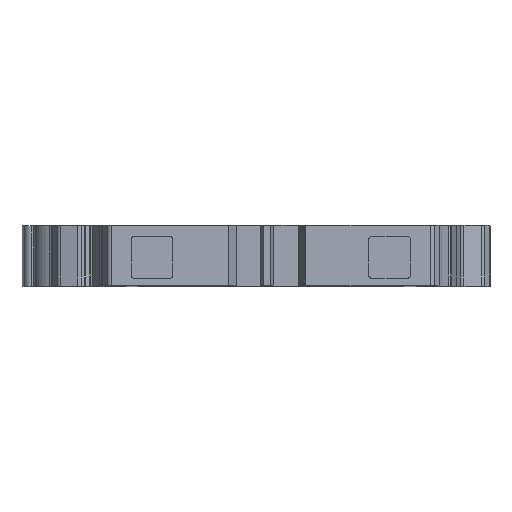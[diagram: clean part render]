
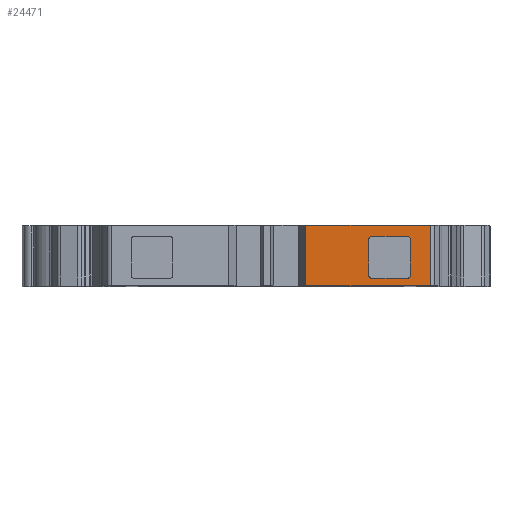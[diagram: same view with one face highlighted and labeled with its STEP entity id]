
A CAD part, top view. The second image highlights one B-rep face of the part: STEP entity #24471.
In plain terms, the highlighted planar face has unit normal (0, 0, 1).
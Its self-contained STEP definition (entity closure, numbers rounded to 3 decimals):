
#21 = DIRECTION ( 'NONE',  ( 0., -1., 0. ) ) ;
#688 = DIRECTION ( 'NONE',  ( 1., 0., 0. ) ) ;
#1502 = EDGE_CURVE ( 'NONE', #13543, #18649, #19653, .T. ) ;
#1629 = LINE ( 'NONE', #7139, #21699 ) ;
#1636 = DIRECTION ( 'NONE',  ( 1., 0., 0. ) ) ;
#1774 = VECTOR ( 'NONE', #33651, 1000. ) ;
#2403 = EDGE_LOOP ( 'NONE', ( #7200, #23091, #32091, #20929 ) ) ;
#2912 = CIRCLE ( 'NONE', #24883, 0.3 ) ;
#3161 = EDGE_CURVE ( 'NONE', #38827, #24732, #2912, .T. ) ;
#4886 = EDGE_CURVE ( 'NONE', #26937, #28304, #26931, .T. ) ;
#5082 = ORIENTED_EDGE ( 'NONE', *, *, #28428, .T. ) ;
#5202 = ORIENTED_EDGE ( 'NONE', *, *, #27385, .T. ) ;
#6535 = CIRCLE ( 'NONE', #12836, 0.3 ) ;
#6949 = VERTEX_POINT ( 'NONE', #19648 ) ;
#7139 = CARTESIAN_POINT ( 'NONE',  ( 11.05, 3.8, 21.25 ) ) ;
#7200 = ORIENTED_EDGE ( 'NONE', *, *, #27644, .T. ) ;
#7534 = LINE ( 'NONE', #13657, #38873 ) ;
#8408 = EDGE_CURVE ( 'NONE', #13897, #28304, #33977, .T. ) ;
#9537 = CARTESIAN_POINT ( 'NONE',  ( 14.85, 4.55, 21.25 ) ) ;
#9794 = AXIS2_PLACEMENT_3D ( 'NONE', #34371, #28993, #1636 ) ;
#10843 = CARTESIAN_POINT ( 'NONE',  ( 17.079, 5.95, 21.25 ) ) ;
#10990 = CARTESIAN_POINT ( 'NONE',  ( 11.05, 4.55, 21.25 ) ) ;
#11163 = CARTESIAN_POINT ( 'NONE',  ( 11.35, 0.75, 21.25 ) ) ;
#12123 = CARTESIAN_POINT ( 'NONE',  ( 15.15, 1.05, 21.25 ) ) ;
#12836 = AXIS2_PLACEMENT_3D ( 'NONE', #14893, #18215, #27475 ) ;
#13111 = VECTOR ( 'NONE', #36077, 1000. ) ;
#13275 = EDGE_CURVE ( 'NONE', #24732, #20788, #36281, .T. ) ;
#13395 = VERTEX_POINT ( 'NONE', #10990 ) ;
#13543 = VERTEX_POINT ( 'NONE', #21883 ) ;
#13639 = PLANE ( 'NONE',  #32184 ) ;
#13657 = CARTESIAN_POINT ( 'NONE',  ( 11.35, 4.85, 21.25 ) ) ;
#13897 = VERTEX_POINT ( 'NONE', #25967 ) ;
#14849 = DIRECTION ( 'NONE',  ( -1., 0., 0. ) ) ;
#14893 = CARTESIAN_POINT ( 'NONE',  ( 14.85, 1.05, 21.25 ) ) ;
#14940 = EDGE_CURVE ( 'NONE', #23876, #38827, #7534, .T. ) ;
#15165 = CARTESIAN_POINT ( 'NONE',  ( 4.896, 5.95, 21.25 ) ) ;
#15802 = CARTESIAN_POINT ( 'NONE',  ( 15.15, 4.55, 21.25 ) ) ;
#16309 = EDGE_CURVE ( 'NONE', #20788, #13543, #6535, .T. ) ;
#16545 = DIRECTION ( 'NONE',  ( 0., 0., -1. ) ) ;
#16898 = VERTEX_POINT ( 'NONE', #31213 ) ;
#18215 = DIRECTION ( 'NONE',  ( 0., 0., -1. ) ) ;
#18237 = AXIS2_PLACEMENT_3D ( 'NONE', #18981, #21756, #688 ) ;
#18549 = VECTOR ( 'NONE', #21, 1000. ) ;
#18649 = VERTEX_POINT ( 'NONE', #11163 ) ;
#18981 = CARTESIAN_POINT ( 'NONE',  ( 11.35, 4.55, 21.25 ) ) ;
#19130 = DIRECTION ( 'NONE',  ( 1., 0., 0. ) ) ;
#19172 = DIRECTION ( 'NONE',  ( 1., 0., 0. ) ) ;
#19329 = DIRECTION ( 'NONE',  ( 0., 1., 0. ) ) ;
#19648 = CARTESIAN_POINT ( 'NONE',  ( 4.896, 5.95, 21.25 ) ) ;
#19653 = LINE ( 'NONE', #28545, #22950 ) ;
#20788 = VERTEX_POINT ( 'NONE', #12123 ) ;
#20929 = ORIENTED_EDGE ( 'NONE', *, *, #36313, .F. ) ;
#21403 = CARTESIAN_POINT ( 'NONE',  ( 17.079, 5.95, 21.25 ) ) ;
#21462 = EDGE_LOOP ( 'NONE', ( #24823, #38418, #37635, #22883, #5082, #5202, #26787, #28399 ) ) ;
#21699 = VECTOR ( 'NONE', #19329, 1000. ) ;
#21756 = DIRECTION ( 'NONE',  ( 0., 0., -1. ) ) ;
#21883 = CARTESIAN_POINT ( 'NONE',  ( 14.85, 0.75, 21.25 ) ) ;
#21916 = VECTOR ( 'NONE', #19172, 1000. ) ;
#22672 = FACE_OUTER_BOUND ( 'NONE', #2403, .T. ) ;
#22883 = ORIENTED_EDGE ( 'NONE', *, *, #1502, .T. ) ;
#22950 = VECTOR ( 'NONE', #28336, 1000. ) ;
#22988 = CIRCLE ( 'NONE', #9794, 0.3 ) ;
#23091 = ORIENTED_EDGE ( 'NONE', *, *, #8408, .T. ) ;
#23876 = VERTEX_POINT ( 'NONE', #24863 ) ;
#24471 = ADVANCED_FACE ( 'NONE', ( #25019, #22672 ), #13639, .F. ) ;
#24732 = VERTEX_POINT ( 'NONE', #15802 ) ;
#24823 = ORIENTED_EDGE ( 'NONE', *, *, #3161, .T. ) ;
#24863 = CARTESIAN_POINT ( 'NONE',  ( 11.35, 4.85, 21.25 ) ) ;
#24883 = AXIS2_PLACEMENT_3D ( 'NONE', #9537, #29812, #14849 ) ;
#25019 = FACE_BOUND ( 'NONE', #21462, .T. ) ;
#25967 = CARTESIAN_POINT ( 'NONE',  ( 4.896, 0., 21.25 ) ) ;
#26787 = ORIENTED_EDGE ( 'NONE', *, *, #27904, .T. ) ;
#26931 = LINE ( 'NONE', #21403, #13111 ) ;
#26937 = VERTEX_POINT ( 'NONE', #10843 ) ;
#27385 = EDGE_CURVE ( 'NONE', #16898, #13395, #1629, .T. ) ;
#27475 = DIRECTION ( 'NONE',  ( -1., 0., 0. ) ) ;
#27507 = CARTESIAN_POINT ( 'NONE',  ( 15.15, 1.8, 21.25 ) ) ;
#27644 = EDGE_CURVE ( 'NONE', #6949, #13897, #33522, .T. ) ;
#27904 = EDGE_CURVE ( 'NONE', #13395, #23876, #35323, .T. ) ;
#27978 = CARTESIAN_POINT ( 'NONE',  ( 4.896, 5.95, 21.25 ) ) ;
#28213 = DIRECTION ( 'NONE',  ( 1., 0., 0. ) ) ;
#28304 = VERTEX_POINT ( 'NONE', #36203 ) ;
#28336 = DIRECTION ( 'NONE',  ( -1., 0., 0. ) ) ;
#28399 = ORIENTED_EDGE ( 'NONE', *, *, #14940, .T. ) ;
#28428 = EDGE_CURVE ( 'NONE', #18649, #16898, #22988, .T. ) ;
#28545 = CARTESIAN_POINT ( 'NONE',  ( 11.35, 0.75, 21.25 ) ) ;
#28993 = DIRECTION ( 'NONE',  ( 0., 0., -1. ) ) ;
#29812 = DIRECTION ( 'NONE',  ( 0., 0., -1. ) ) ;
#30525 = VECTOR ( 'NONE', #19130, 1000. ) ;
#31213 = CARTESIAN_POINT ( 'NONE',  ( 11.05, 1.05, 21.25 ) ) ;
#31546 = DIRECTION ( 'NONE',  ( -1., 0., 0. ) ) ;
#31626 = LINE ( 'NONE', #37831, #21916 ) ;
#32064 = CARTESIAN_POINT ( 'NONE',  ( 14.85, 4.85, 21.25 ) ) ;
#32091 = ORIENTED_EDGE ( 'NONE', *, *, #4886, .F. ) ;
#32184 = AXIS2_PLACEMENT_3D ( 'NONE', #27978, #16545, #31546 ) ;
#33522 = LINE ( 'NONE', #15165, #18549 ) ;
#33651 = DIRECTION ( 'NONE',  ( 0., -1., 0. ) ) ;
#33977 = LINE ( 'NONE', #34168, #30525 ) ;
#34168 = CARTESIAN_POINT ( 'NONE',  ( 4.896, 0., 21.25 ) ) ;
#34371 = CARTESIAN_POINT ( 'NONE',  ( 11.35, 1.05, 21.25 ) ) ;
#35323 = CIRCLE ( 'NONE', #18237, 0.3 ) ;
#36077 = DIRECTION ( 'NONE',  ( 0., -1., 0. ) ) ;
#36203 = CARTESIAN_POINT ( 'NONE',  ( 17.079, 0., 21.25 ) ) ;
#36281 = LINE ( 'NONE', #27507, #1774 ) ;
#36313 = EDGE_CURVE ( 'NONE', #6949, #26937, #31626, .T. ) ;
#37635 = ORIENTED_EDGE ( 'NONE', *, *, #16309, .T. ) ;
#37831 = CARTESIAN_POINT ( 'NONE',  ( 4.896, 5.95, 21.25 ) ) ;
#38418 = ORIENTED_EDGE ( 'NONE', *, *, #13275, .T. ) ;
#38827 = VERTEX_POINT ( 'NONE', #32064 ) ;
#38873 = VECTOR ( 'NONE', #28213, 1000. ) ;
